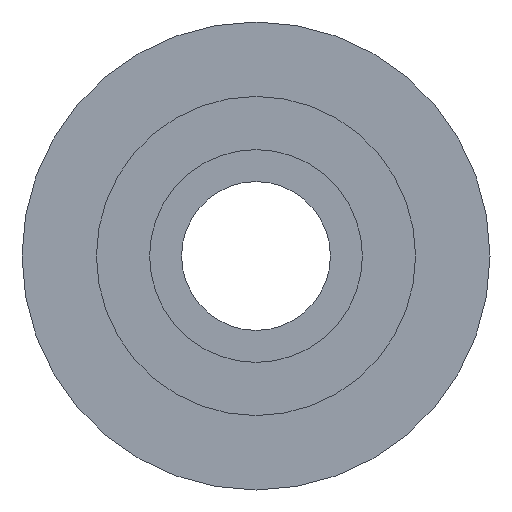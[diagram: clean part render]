
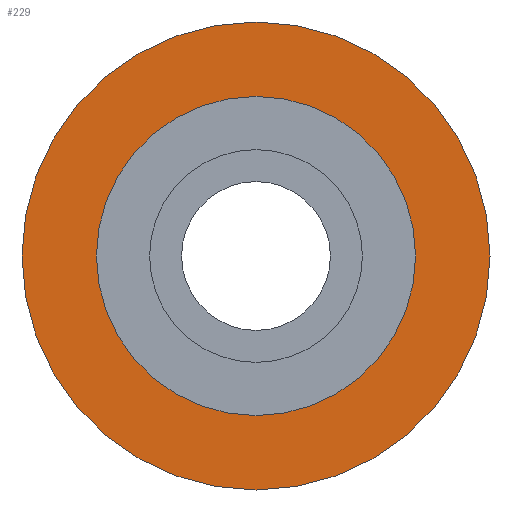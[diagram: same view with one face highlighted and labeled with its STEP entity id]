
A CAD part, left-side view. The second image highlights one B-rep face of the part: STEP entity #229.
In plain terms, the highlighted planar face has unit normal (-1, 0, 0).
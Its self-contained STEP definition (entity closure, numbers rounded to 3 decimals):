
#47=FACE_BOUND('',#78,.T.);
#57=FACE_OUTER_BOUND('',#77,.T.);
#77=EDGE_LOOP('',(#173));
#78=EDGE_LOOP('',(#174));
#101=CIRCLE('',#274,7.5);
#102=CIRCLE('',#276,11.);
#119=VERTEX_POINT('',#400);
#120=VERTEX_POINT('',#404);
#139=EDGE_CURVE('',#119,#119,#101,.T.);
#140=EDGE_CURVE('',#120,#120,#102,.T.);
#173=ORIENTED_EDGE('',*,*,#140,.F.);
#174=ORIENTED_EDGE('',*,*,#139,.T.);
#219=PLANE('',#275);
#229=ADVANCED_FACE('',(#57,#47),#219,.T.);
#274=AXIS2_PLACEMENT_3D('',#402,#322,#323);
#275=AXIS2_PLACEMENT_3D('',#403,#324,#325);
#276=AXIS2_PLACEMENT_3D('',#405,#326,#327);
#322=DIRECTION('center_axis',(1.,0.,0.));
#323=DIRECTION('ref_axis',(0.,1.,0.));
#324=DIRECTION('center_axis',(-1.,0.,0.));
#325=DIRECTION('ref_axis',(0.,0.,1.));
#326=DIRECTION('center_axis',(1.,0.,0.));
#327=DIRECTION('ref_axis',(0.,1.,0.));
#400=CARTESIAN_POINT('',(-5.5,-7.5,0.));
#402=CARTESIAN_POINT('Origin',(-5.5,0.,0.));
#403=CARTESIAN_POINT('Origin',(-5.5,9.25,0.));
#404=CARTESIAN_POINT('',(-5.5,-11.,0.));
#405=CARTESIAN_POINT('Origin',(-5.5,0.,0.));
